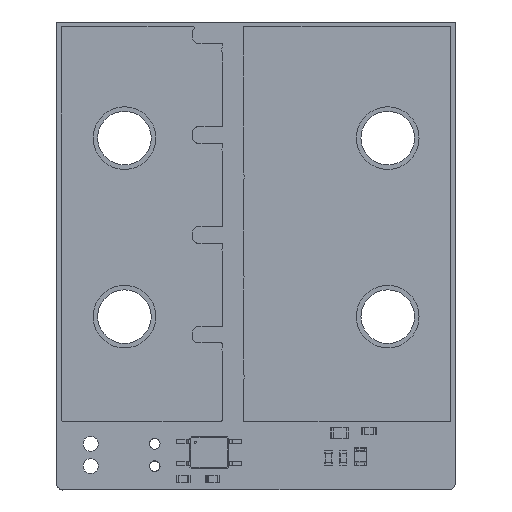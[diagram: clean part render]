
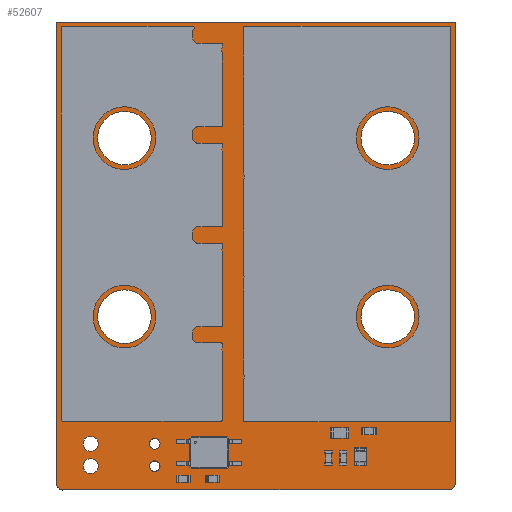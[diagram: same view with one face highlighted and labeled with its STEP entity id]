
A CAD part, top view. The second image highlights one B-rep face of the part: STEP entity #52607.
In plain terms, the highlighted planar face has unit normal (0, 0, 1).
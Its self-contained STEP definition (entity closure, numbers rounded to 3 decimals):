
#52388 = VERTEX_POINT('',#52389);
#52389 = CARTESIAN_POINT('',(22.306,-25.521,1.6));
#52395 = EDGE_CURVE('',#52388,#52396,#52398,.T.);
#52396 = VERTEX_POINT('',#52397);
#52397 = CARTESIAN_POINT('',(21.636,-26.191,1.6));
#52398 = CIRCLE('',#52399,0.67);
#52399 = AXIS2_PLACEMENT_3D('',#52400,#52401,#52402);
#52400 = CARTESIAN_POINT('',(21.636,-25.521,1.6));
#52401 = DIRECTION('',(0.,0.,-1.));
#52402 = DIRECTION('',(1.,0.,0.));
#52430 = VERTEX_POINT('',#52431);
#52431 = CARTESIAN_POINT('',(22.31,26.215,1.6));
#52437 = EDGE_CURVE('',#52430,#52388,#52438,.T.);
#52438 = LINE('',#52439,#52440);
#52439 = CARTESIAN_POINT('',(22.31,26.215,1.6));
#52440 = VECTOR('',#52441,1.);
#52441 = DIRECTION('',(0.,-1.,0.));
#52459 = EDGE_CURVE('',#52396,#52460,#52462,.T.);
#52460 = VERTEX_POINT('',#52461);
#52461 = CARTESIAN_POINT('',(-21.64,-26.215,1.6));
#52462 = LINE('',#52463,#52464);
#52463 = CARTESIAN_POINT('',(21.636,-26.191,1.6));
#52464 = VECTOR('',#52465,1.);
#52465 = DIRECTION('',(-1.,-0.001,0.));
#52607 = ADVANCED_FACE('',(#52608,#52636,#52647,#52658,#52669,#52680,
    #52691,#52702,#52713),#52724,.T.);
#52608 = FACE_BOUND('',#52609,.T.);
#52609 = EDGE_LOOP('',(#52610,#52611,#52612,#52620,#52628,#52635));
#52610 = ORIENTED_EDGE('',*,*,#52395,.F.);
#52611 = ORIENTED_EDGE('',*,*,#52437,.F.);
#52612 = ORIENTED_EDGE('',*,*,#52613,.F.);
#52613 = EDGE_CURVE('',#52614,#52430,#52616,.T.);
#52614 = VERTEX_POINT('',#52615);
#52615 = CARTESIAN_POINT('',(-22.31,26.215,1.6));
#52616 = LINE('',#52617,#52618);
#52617 = CARTESIAN_POINT('',(-22.31,26.215,1.6));
#52618 = VECTOR('',#52619,1.);
#52619 = DIRECTION('',(1.,0.,0.));
#52620 = ORIENTED_EDGE('',*,*,#52621,.F.);
#52621 = EDGE_CURVE('',#52622,#52614,#52624,.T.);
#52622 = VERTEX_POINT('',#52623);
#52623 = CARTESIAN_POINT('',(-22.31,-25.545,1.6));
#52624 = LINE('',#52625,#52626);
#52625 = CARTESIAN_POINT('',(-22.31,-25.545,1.6));
#52626 = VECTOR('',#52627,1.);
#52627 = DIRECTION('',(0.,1.,0.));
#52628 = ORIENTED_EDGE('',*,*,#52629,.F.);
#52629 = EDGE_CURVE('',#52460,#52622,#52630,.T.);
#52630 = CIRCLE('',#52631,0.67);
#52631 = AXIS2_PLACEMENT_3D('',#52632,#52633,#52634);
#52632 = CARTESIAN_POINT('',(-21.64,-25.545,1.6));
#52633 = DIRECTION('',(0.,0.,-1.));
#52634 = DIRECTION('',(0.,-1.,0.));
#52635 = ORIENTED_EDGE('',*,*,#52459,.F.);
#52636 = FACE_BOUND('',#52637,.T.);
#52637 = EDGE_LOOP('',(#52638));
#52638 = ORIENTED_EDGE('',*,*,#52639,.T.);
#52639 = EDGE_CURVE('',#52640,#52640,#52642,.T.);
#52640 = VERTEX_POINT('',#52641);
#52641 = CARTESIAN_POINT('',(-18.53,-24.395,1.6));
#52642 = CIRCLE('',#52643,0.85);
#52643 = AXIS2_PLACEMENT_3D('',#52644,#52645,#52646);
#52644 = CARTESIAN_POINT('',(-18.53,-23.545,1.6));
#52645 = DIRECTION('',(-0.,0.,-1.));
#52646 = DIRECTION('',(-0.,-1.,0.));
#52647 = FACE_BOUND('',#52648,.T.);
#52648 = EDGE_LOOP('',(#52649));
#52649 = ORIENTED_EDGE('',*,*,#52650,.T.);
#52650 = EDGE_CURVE('',#52651,#52651,#52653,.T.);
#52651 = VERTEX_POINT('',#52652);
#52652 = CARTESIAN_POINT('',(-18.53,-21.895,1.6));
#52653 = CIRCLE('',#52654,0.85);
#52654 = AXIS2_PLACEMENT_3D('',#52655,#52656,#52657);
#52655 = CARTESIAN_POINT('',(-18.53,-21.045,1.6));
#52656 = DIRECTION('',(-0.,0.,-1.));
#52657 = DIRECTION('',(-0.,-1.,0.));
#52658 = FACE_BOUND('',#52659,.T.);
#52659 = EDGE_LOOP('',(#52660));
#52660 = ORIENTED_EDGE('',*,*,#52661,.T.);
#52661 = EDGE_CURVE('',#52662,#52662,#52664,.T.);
#52662 = VERTEX_POINT('',#52663);
#52663 = CARTESIAN_POINT('',(-11.35,-24.145,1.6));
#52664 = CIRCLE('',#52665,0.6);
#52665 = AXIS2_PLACEMENT_3D('',#52666,#52667,#52668);
#52666 = CARTESIAN_POINT('',(-11.35,-23.545,1.6));
#52667 = DIRECTION('',(-0.,0.,-1.));
#52668 = DIRECTION('',(-0.,-1.,0.));
#52669 = FACE_BOUND('',#52670,.T.);
#52670 = EDGE_LOOP('',(#52671));
#52671 = ORIENTED_EDGE('',*,*,#52672,.T.);
#52672 = EDGE_CURVE('',#52673,#52673,#52675,.T.);
#52673 = VERTEX_POINT('',#52674);
#52674 = CARTESIAN_POINT('',(-11.35,-21.645,1.6));
#52675 = CIRCLE('',#52676,0.6);
#52676 = AXIS2_PLACEMENT_3D('',#52677,#52678,#52679);
#52677 = CARTESIAN_POINT('',(-11.35,-21.045,1.6));
#52678 = DIRECTION('',(-0.,0.,-1.));
#52679 = DIRECTION('',(-0.,-1.,0.));
#52680 = FACE_BOUND('',#52681,.T.);
#52681 = EDGE_LOOP('',(#52682));
#52682 = ORIENTED_EDGE('',*,*,#52683,.F.);
#52683 = EDGE_CURVE('',#52684,#52684,#52686,.T.);
#52684 = VERTEX_POINT('',#52685);
#52685 = CARTESIAN_POINT('',(-11.74,-6.795,1.6));
#52686 = CIRCLE('',#52687,3.);
#52687 = AXIS2_PLACEMENT_3D('',#52688,#52689,#52690);
#52688 = CARTESIAN_POINT('',(-14.74,-6.795,1.6));
#52689 = DIRECTION('',(0.,0.,1.));
#52690 = DIRECTION('',(1.,0.,-0.));
#52691 = FACE_BOUND('',#52692,.T.);
#52692 = EDGE_LOOP('',(#52693));
#52693 = ORIENTED_EDGE('',*,*,#52694,.F.);
#52694 = EDGE_CURVE('',#52695,#52695,#52697,.T.);
#52695 = VERTEX_POINT('',#52696);
#52696 = CARTESIAN_POINT('',(17.76,-6.795,1.6));
#52697 = CIRCLE('',#52698,3.);
#52698 = AXIS2_PLACEMENT_3D('',#52699,#52700,#52701);
#52699 = CARTESIAN_POINT('',(14.76,-6.795,1.6));
#52700 = DIRECTION('',(0.,0.,1.));
#52701 = DIRECTION('',(1.,0.,-0.));
#52702 = FACE_BOUND('',#52703,.T.);
#52703 = EDGE_LOOP('',(#52704));
#52704 = ORIENTED_EDGE('',*,*,#52705,.F.);
#52705 = EDGE_CURVE('',#52706,#52706,#52708,.T.);
#52706 = VERTEX_POINT('',#52707);
#52707 = CARTESIAN_POINT('',(-11.74,13.205,1.6));
#52708 = CIRCLE('',#52709,3.);
#52709 = AXIS2_PLACEMENT_3D('',#52710,#52711,#52712);
#52710 = CARTESIAN_POINT('',(-14.74,13.205,1.6));
#52711 = DIRECTION('',(0.,0.,1.));
#52712 = DIRECTION('',(1.,0.,-0.));
#52713 = FACE_BOUND('',#52714,.T.);
#52714 = EDGE_LOOP('',(#52715));
#52715 = ORIENTED_EDGE('',*,*,#52716,.F.);
#52716 = EDGE_CURVE('',#52717,#52717,#52719,.T.);
#52717 = VERTEX_POINT('',#52718);
#52718 = CARTESIAN_POINT('',(17.76,13.205,1.6));
#52719 = CIRCLE('',#52720,3.);
#52720 = AXIS2_PLACEMENT_3D('',#52721,#52722,#52723);
#52721 = CARTESIAN_POINT('',(14.76,13.205,1.6));
#52722 = DIRECTION('',(0.,0.,1.));
#52723 = DIRECTION('',(1.,0.,-0.));
#52724 = PLANE('',#52725);
#52725 = AXIS2_PLACEMENT_3D('',#52726,#52727,#52728);
#52726 = CARTESIAN_POINT('',(0.,0.,1.6));
#52727 = DIRECTION('',(0.,0.,1.));
#52728 = DIRECTION('',(1.,0.,-0.));
